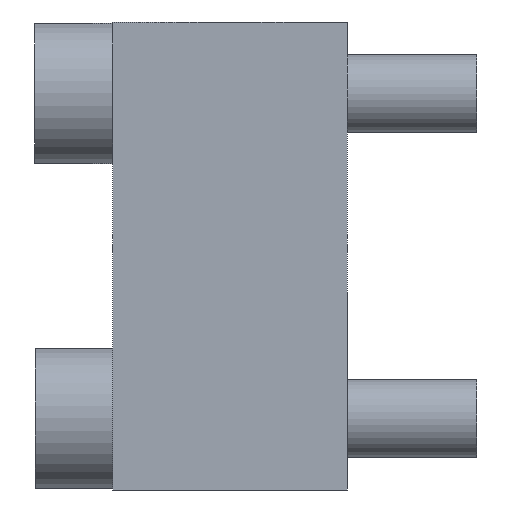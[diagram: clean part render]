
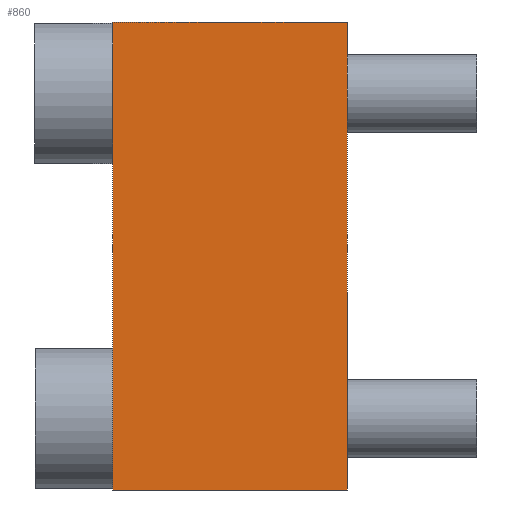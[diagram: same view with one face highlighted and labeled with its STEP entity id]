
A CAD part, left-side view. The second image highlights one B-rep face of the part: STEP entity #860.
In plain terms, the highlighted planar face has unit normal (-1, 0, 0).
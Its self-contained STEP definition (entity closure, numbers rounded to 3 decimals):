
#613=CARTESIAN_POINT('',(-26.5,4.75,-9.0));
#614=VERTEX_POINT('',#613);
#615=CARTESIAN_POINT('',(-26.5,-4.25,-9.0));
#616=VERTEX_POINT('',#615);
#617=CARTESIAN_POINT('',(-26.5,4.75,-9.0));
#618=DIRECTION('',(0.0,-1.0,0.0));
#619=VECTOR('',#618,9.);
#620=LINE('',#617,#619);
#621=EDGE_CURVE('',#614,#616,#620,.T.);
#815=CARTESIAN_POINT('',(-26.5,-4.25,9.0));
#816=VERTEX_POINT('',#815);
#823=CARTESIAN_POINT('',(-26.5,-4.25,9.0));
#824=DIRECTION('',(0.0,0.0,-1.0));
#825=VECTOR('',#824,18.0);
#826=LINE('',#823,#825);
#827=EDGE_CURVE('',#816,#616,#826,.T.);
#837=CARTESIAN_POINT('',(-26.5,-4.25,0.0));
#838=DIRECTION('',(-1.0,0.0,0.0));
#839=DIRECTION('',(0.0,0.0,1.0));
#840=AXIS2_PLACEMENT_3D('',#837,#838,#839);
#841=PLANE('',#840);
#842=CARTESIAN_POINT('',(-26.5,4.75,9.0));
#843=VERTEX_POINT('',#842);
#844=CARTESIAN_POINT('',(-26.5,-4.25,9.0));
#845=DIRECTION('',(0.0,1.0,0.0));
#846=VECTOR('',#845,9.);
#847=LINE('',#844,#846);
#848=EDGE_CURVE('',#816,#843,#847,.T.);
#849=ORIENTED_EDGE('',*,*,#848,.T.);
#850=CARTESIAN_POINT('',(-26.5,4.75,-9.0));
#851=DIRECTION('',(0.0,0.0,1.0));
#852=VECTOR('',#851,18.0);
#853=LINE('',#850,#852);
#854=EDGE_CURVE('',#614,#843,#853,.T.);
#855=ORIENTED_EDGE('',*,*,#854,.F.);
#856=ORIENTED_EDGE('',*,*,#621,.T.);
#857=ORIENTED_EDGE('',*,*,#827,.F.);
#858=EDGE_LOOP('',(#849,#855,#856,#857));
#859=FACE_OUTER_BOUND('',#858,.T.);
#860=ADVANCED_FACE('',(#859),#841,.T.);
